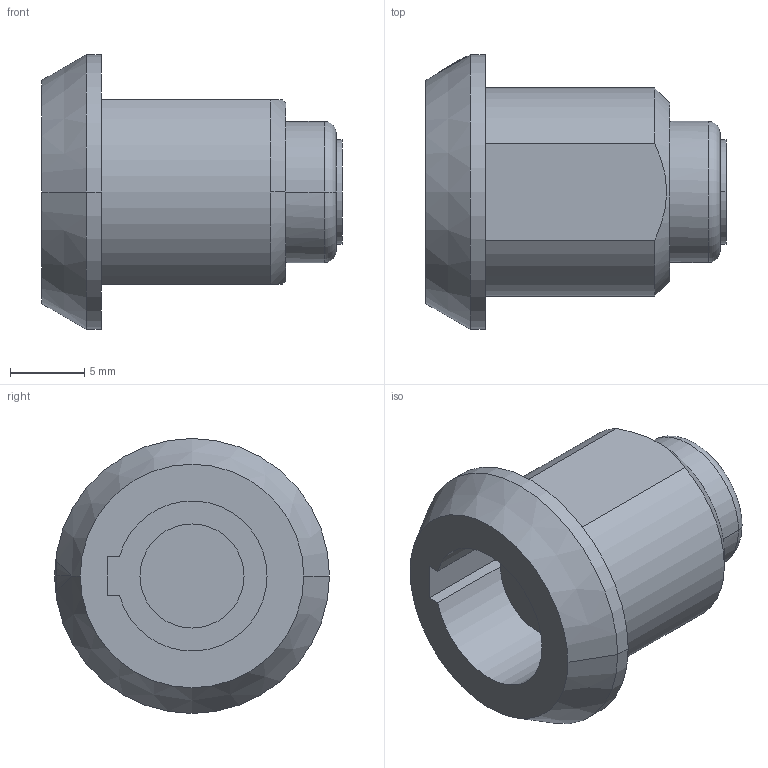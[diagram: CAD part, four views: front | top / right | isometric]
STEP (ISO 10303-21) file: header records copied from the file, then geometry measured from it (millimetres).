
FILE_DESCRIPTION((''),'2;1');
FILE_NAME('G11M0','2017-05-25T',('pbair'),(''),'PRO/ENGINEER BY PARAMETRIC TECHNOLOGY CORPORATION, 2014200','PRO/ENGINEER BY PARAMETRIC TECHNOLOGY CORPORATION, 2014200','');
FILE_SCHEMA(('AUTOMOTIVE_DESIGN { 1 0 10303 214 1 1 1 1 }'));
Length unit declared in the file: millimetre
Products named in the file (1): G11M0
Bounding box: 20.2 x 18.5 x 18.5 mm (x, y, z)
Volume: 2145.4 mm3; surface area: 2054.5 mm2
Topology: 1 solids, 1 shells, 34 faces, 87 edges, 60 vertices
Faces by surface type: plane 15, cylinder 11, cone 6, torus 2
Entity records: 1431 total; most frequent: CARTESIAN_POINT 235, DIRECTION 185, ORIENTED_EDGE 174, EDGE_CURVE 87, AXIS2_PLACEMENT_3D 76, VERTEX_POINT 60, PROPERTY_DEFINITION 51, REPRESENTATION 50
